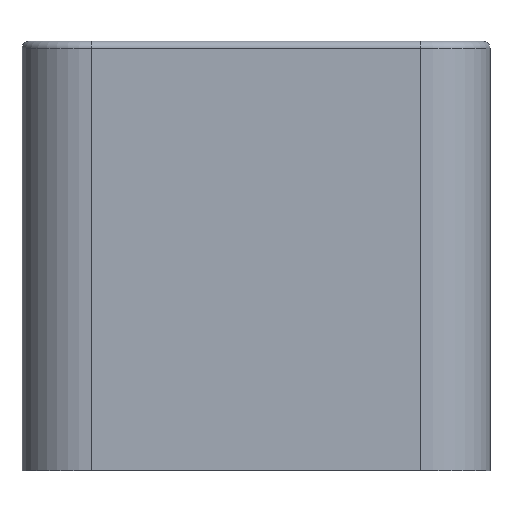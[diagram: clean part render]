
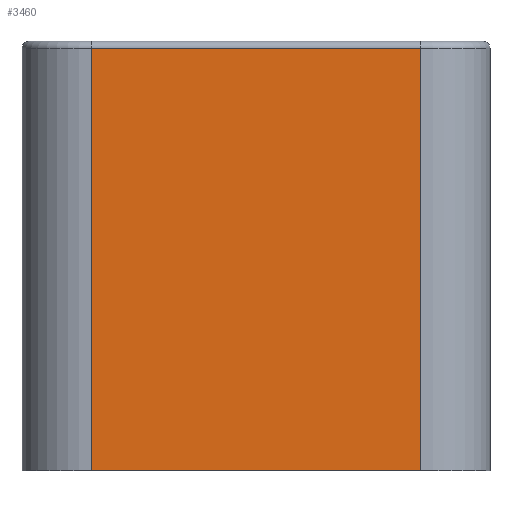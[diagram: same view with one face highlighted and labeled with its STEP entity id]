
A CAD part, front view. The second image highlights one B-rep face of the part: STEP entity #3460.
In plain terms, the highlighted planar face has unit normal (0, -1, 0).
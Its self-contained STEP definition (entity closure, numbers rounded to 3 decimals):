
#545=DIRECTION('',(-1.,0.,0.));
#546=VECTOR('',#545,23.);
#547=CARTESIAN_POINT('',(11.5,-6.3,-0.5));
#548=LINE('',#547,#546);
#549=DIRECTION('',(0.,0.,-1.));
#550=VECTOR('',#549,29.5);
#551=CARTESIAN_POINT('',(-11.5,-6.3,-0.5));
#552=LINE('',#551,#550);
#568=DIRECTION('',(0.,0.,-1.));
#569=VECTOR('',#568,29.5);
#570=CARTESIAN_POINT('',(11.5,-6.3,-0.5));
#571=LINE('',#570,#569);
#603=DIRECTION('',(1.,0.,0.));
#604=VECTOR('',#603,23.);
#605=CARTESIAN_POINT('',(-11.5,-6.3,-30.));
#606=LINE('',#605,#604);
#2175=CARTESIAN_POINT('',(-11.5,-6.3,-30.));
#2176=VERTEX_POINT('',#2175);
#2179=CARTESIAN_POINT('',(11.5,-6.3,-30.));
#2180=VERTEX_POINT('',#2179);
#2421=CARTESIAN_POINT('',(11.5,-6.3,-0.5));
#2422=VERTEX_POINT('',#2421);
#2425=CARTESIAN_POINT('',(-11.5,-6.3,-0.5));
#2426=VERTEX_POINT('',#2425);
#3446=CARTESIAN_POINT('',(-11.5,-6.3,0.));
#3447=DIRECTION('',(0.,-1.,0.));
#3448=DIRECTION('',(0.,0.,-1.));
#3449=AXIS2_PLACEMENT_3D('',#3446,#3447,#3448);
#3450=PLANE('',#3449);
#3452=ORIENTED_EDGE('',*,*,#3451,.F.);
#3454=ORIENTED_EDGE('',*,*,#3453,.T.);
#3456=ORIENTED_EDGE('',*,*,#3455,.F.);
#3457=ORIENTED_EDGE('',*,*,#3438,.F.);
#3458=EDGE_LOOP('',(#3452,#3454,#3456,#3457));
#3459=FACE_OUTER_BOUND('',#3458,.F.);
#3460=ADVANCED_FACE('',(#3459),#3450,.T.);
#3438=EDGE_CURVE('',#2426,#2176,#552,.T.);
#3451=EDGE_CURVE('',#2422,#2426,#548,.T.);
#3453=EDGE_CURVE('',#2422,#2180,#571,.T.);
#3455=EDGE_CURVE('',#2176,#2180,#606,.T.);
